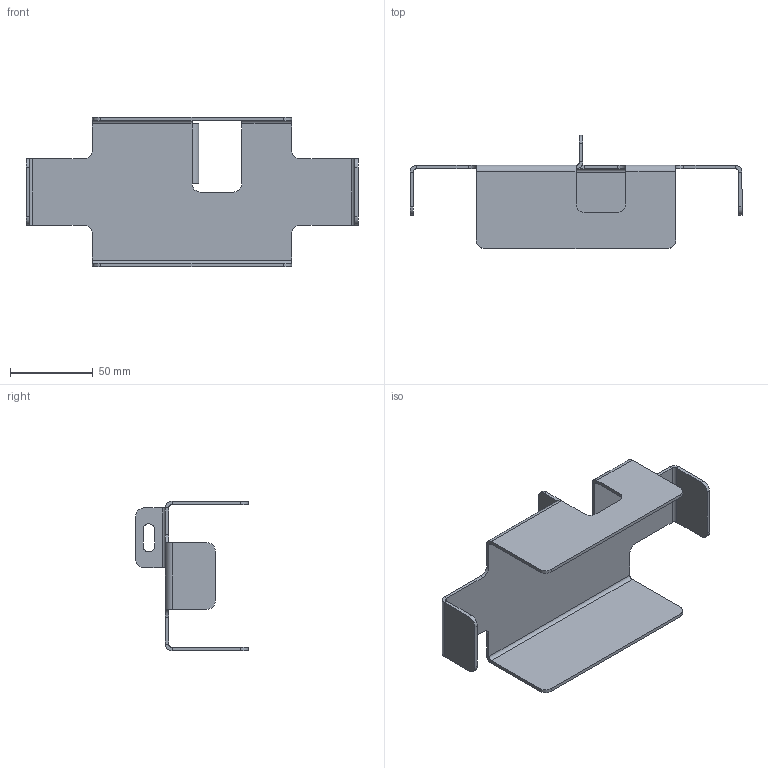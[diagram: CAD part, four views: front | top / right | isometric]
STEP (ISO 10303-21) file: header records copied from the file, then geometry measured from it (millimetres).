
FILE_DESCRIPTION (( 'STEP AP214' ), '1' );
FILE_NAME ('Sheet Metal Exercise 006.STEP', '2025-08-27T10:35:04', ( '' ), ( '' ), 'SwSTEP 2.0', 'SolidWorks 2025', '' );
FILE_SCHEMA (( 'AUTOMOTIVE_DESIGN' ));
Length unit declared in the file: millimetre
Products named in the file (1): Sheet Metal Exercise 006
Bounding box: 200 x 68 x 90 mm (x, y, z)
Volume: 51748.6 mm3; surface area: 53985.6 mm2
Topology: 1 solids, 1 shells, 86 faces, 210 edges, 124 vertices
Faces by surface type: plane 54, cylinder 32
Entity records: 2505 total; most frequent: DIRECTION 448, CARTESIAN_POINT 421, ORIENTED_EDGE 420, EDGE_CURVE 210, AXIS2_PLACEMENT_3D 151, LINE 146, VECTOR 146, VERTEX_POINT 124
